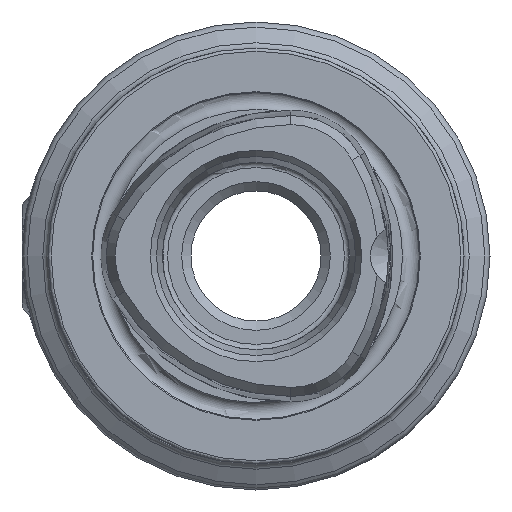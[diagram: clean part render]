
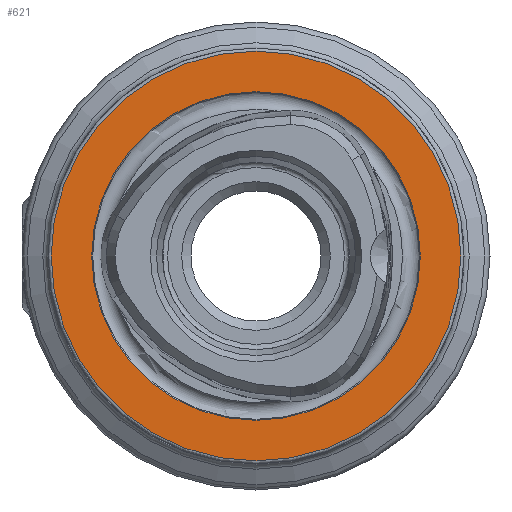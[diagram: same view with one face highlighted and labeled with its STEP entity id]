
A CAD part, left-side view. The second image highlights one B-rep face of the part: STEP entity #621.
In plain terms, the highlighted planar face has unit normal (-1, 0, 0).
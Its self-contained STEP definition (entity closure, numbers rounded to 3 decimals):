
#40 = DIRECTION ( 'NONE',  ( 1., 0., 0. ) ) ;
#86 = AXIS2_PLACEMENT_3D ( 'NONE', #4954, #1105, #276 ) ;
#103 = FACE_OUTER_BOUND ( 'NONE', #4204, .T. ) ;
#276 = DIRECTION ( 'NONE',  ( 0., 0., 1. ) ) ;
#621 = ADVANCED_FACE ( 'NONE', ( #2731, #103 ), #4346, .F. ) ;
#667 = CIRCLE ( 'NONE', #2271, 19.7 ) ;
#805 = DIRECTION ( 'NONE',  ( 0., 0., -1. ) ) ;
#933 = EDGE_CURVE ( 'NONE', #3907, #3907, #2009, .T. ) ;
#1009 = CARTESIAN_POINT ( 'NONE',  ( 0., 0., 19.7 ) ) ;
#1105 = DIRECTION ( 'NONE',  ( -1., 0., 0. ) ) ;
#1182 = CARTESIAN_POINT ( 'NONE',  ( 0., 15.8, 0. ) ) ;
#1471 = ORIENTED_EDGE ( 'NONE', *, *, #3438, .T. ) ;
#1951 = VERTEX_POINT ( 'NONE', #1009 ) ;
#2009 = CIRCLE ( 'NONE', #86, 15.8 ) ;
#2189 = ORIENTED_EDGE ( 'NONE', *, *, #933, .F. ) ;
#2271 = AXIS2_PLACEMENT_3D ( 'NONE', #4480, #2933, #2615 ) ;
#2615 = DIRECTION ( 'NONE',  ( 0., 0., 1. ) ) ;
#2731 = FACE_BOUND ( 'NONE', #3384, .T. ) ;
#2933 = DIRECTION ( 'NONE',  ( -1., 0., 0. ) ) ;
#3384 = EDGE_LOOP ( 'NONE', ( #2189 ) ) ;
#3438 = EDGE_CURVE ( 'NONE', #1951, #1951, #667, .T. ) ;
#3907 = VERTEX_POINT ( 'NONE', #4917 ) ;
#4204 = EDGE_LOOP ( 'NONE', ( #1471 ) ) ;
#4324 = AXIS2_PLACEMENT_3D ( 'NONE', #1182, #40, #805 ) ;
#4346 = PLANE ( 'NONE',  #4324 ) ;
#4480 = CARTESIAN_POINT ( 'NONE',  ( 0., 0., 0. ) ) ;
#4917 = CARTESIAN_POINT ( 'NONE',  ( 0., 0., 15.8 ) ) ;
#4954 = CARTESIAN_POINT ( 'NONE',  ( 0., 0., 0. ) ) ;
